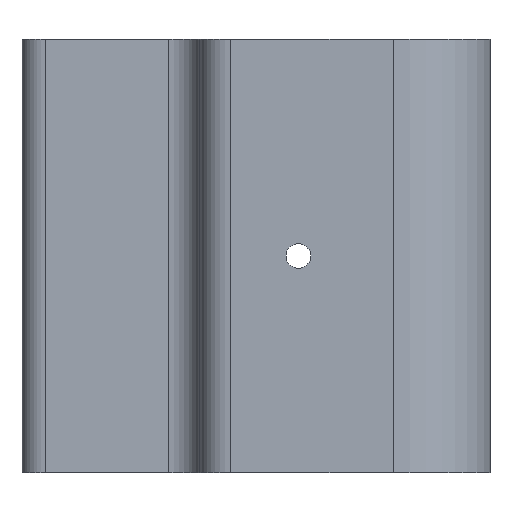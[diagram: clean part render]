
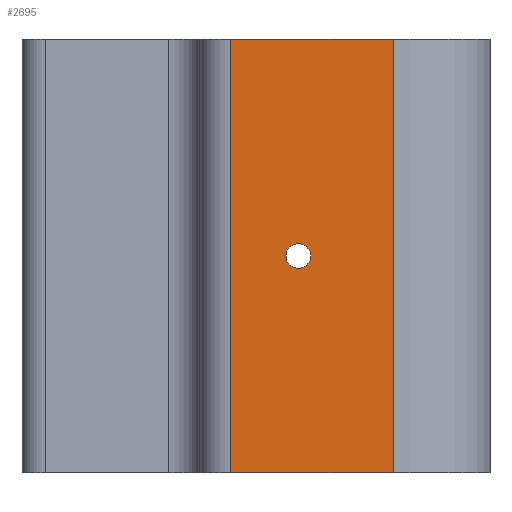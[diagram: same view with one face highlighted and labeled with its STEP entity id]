
A CAD part, front view. The second image highlights one B-rep face of the part: STEP entity #2695.
In plain terms, the highlighted planar face has unit normal (0, -1, 0).
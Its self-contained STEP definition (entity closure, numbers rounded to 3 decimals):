
#75 = PLANE('',#76);
#76 = AXIS2_PLACEMENT_3D('',#77,#78,#79);
#77 = CARTESIAN_POINT('',(5.412,-22.329,0.));
#78 = DIRECTION('',(0.,0.,-1.));
#79 = DIRECTION('',(1.,0.,0.));
#131 = PLANE('',#132);
#132 = AXIS2_PLACEMENT_3D('',#133,#134,#135);
#133 = CARTESIAN_POINT('',(5.412,-22.329,56.));
#134 = DIRECTION('',(0.,0.,1.));
#135 = DIRECTION('',(-1.,0.,0.));
#157 = CYLINDRICAL_SURFACE('',#158,12.5);
#158 = AXIS2_PLACEMENT_3D('',#159,#160,#161);
#159 = CARTESIAN_POINT('',(24.5,-24.5,0.));
#160 = DIRECTION('',(0.,0.,1.));
#161 = DIRECTION('',(1.,0.,0.));
#570 = VERTEX_POINT('',#571);
#571 = CARTESIAN_POINT('',(3.5,-37.,0.));
#590 = CYLINDRICAL_SURFACE('',#591,4.);
#591 = AXIS2_PLACEMENT_3D('',#592,#593,#594);
#592 = CARTESIAN_POINT('',(3.5,-33.,0.));
#593 = DIRECTION('',(0.,0.,1.));
#594 = DIRECTION('',(-1.,0.,0.));
#602 = EDGE_CURVE('',#570,#603,#605,.T.);
#603 = VERTEX_POINT('',#604);
#604 = CARTESIAN_POINT('',(24.5,-37.,0.));
#605 = SURFACE_CURVE('',#606,(#610,#617),.PCURVE_S1.);
#606 = LINE('',#607,#608);
#607 = CARTESIAN_POINT('',(-0.5,-37.,0.));
#608 = VECTOR('',#609,1.);
#609 = DIRECTION('',(1.,0.,0.));
#610 = PCURVE('',#75,#611);
#611 = DEFINITIONAL_REPRESENTATION('',(#612),#616);
#612 = LINE('',#613,#614);
#613 = CARTESIAN_POINT('',(-5.912,14.671));
#614 = VECTOR('',#615,1.);
#615 = DIRECTION('',(1.,-0.));
#616 = ( GEOMETRIC_REPRESENTATION_CONTEXT(2) 
PARAMETRIC_REPRESENTATION_CONTEXT() REPRESENTATION_CONTEXT('2D SPACE',''
  ) );
#617 = PCURVE('',#618,#623);
#618 = PLANE('',#619);
#619 = AXIS2_PLACEMENT_3D('',#620,#621,#622);
#620 = CARTESIAN_POINT('',(-0.5,-37.,0.));
#621 = DIRECTION('',(-0.,-1.,-0.));
#622 = DIRECTION('',(0.,0.,-1.));
#623 = DEFINITIONAL_REPRESENTATION('',(#624),#628);
#624 = LINE('',#625,#626);
#625 = CARTESIAN_POINT('',(-0.,0.));
#626 = VECTOR('',#627,1.);
#627 = DIRECTION('',(-0.,1.));
#628 = ( GEOMETRIC_REPRESENTATION_CONTEXT(2) 
PARAMETRIC_REPRESENTATION_CONTEXT() REPRESENTATION_CONTEXT('2D SPACE',''
  ) );
#1267 = VERTEX_POINT('',#1268);
#1268 = CARTESIAN_POINT('',(24.5,-37.,56.));
#1294 = EDGE_CURVE('',#1295,#1267,#1297,.T.);
#1295 = VERTEX_POINT('',#1296);
#1296 = CARTESIAN_POINT('',(3.5,-37.,56.));
#1297 = SURFACE_CURVE('',#1298,(#1302,#1309),.PCURVE_S1.);
#1298 = LINE('',#1299,#1300);
#1299 = CARTESIAN_POINT('',(-0.5,-37.,56.));
#1300 = VECTOR('',#1301,1.);
#1301 = DIRECTION('',(1.,0.,0.));
#1302 = PCURVE('',#131,#1303);
#1303 = DEFINITIONAL_REPRESENTATION('',(#1304),#1308);
#1304 = LINE('',#1305,#1306);
#1305 = CARTESIAN_POINT('',(5.912,14.671));
#1306 = VECTOR('',#1307,1.);
#1307 = DIRECTION('',(-1.,-0.));
#1308 = ( GEOMETRIC_REPRESENTATION_CONTEXT(2) 
PARAMETRIC_REPRESENTATION_CONTEXT() REPRESENTATION_CONTEXT('2D SPACE',''
  ) );
#1309 = PCURVE('',#618,#1310);
#1310 = DEFINITIONAL_REPRESENTATION('',(#1311),#1315);
#1311 = LINE('',#1312,#1313);
#1312 = CARTESIAN_POINT('',(-56.,0.));
#1313 = VECTOR('',#1314,1.);
#1314 = DIRECTION('',(-0.,1.));
#1315 = ( GEOMETRIC_REPRESENTATION_CONTEXT(2) 
PARAMETRIC_REPRESENTATION_CONTEXT() REPRESENTATION_CONTEXT('2D SPACE',''
  ) );
#1915 = EDGE_CURVE('',#603,#1267,#1916,.T.);
#1916 = SURFACE_CURVE('',#1917,(#1921,#1928),.PCURVE_S1.);
#1917 = LINE('',#1918,#1919);
#1918 = CARTESIAN_POINT('',(24.5,-37.,0.));
#1919 = VECTOR('',#1920,1.);
#1920 = DIRECTION('',(0.,0.,1.));
#1921 = PCURVE('',#157,#1922);
#1922 = DEFINITIONAL_REPRESENTATION('',(#1923),#1927);
#1923 = LINE('',#1924,#1925);
#1924 = CARTESIAN_POINT('',(-7.854,0.));
#1925 = VECTOR('',#1926,1.);
#1926 = DIRECTION('',(-0.,1.));
#1927 = ( GEOMETRIC_REPRESENTATION_CONTEXT(2) 
PARAMETRIC_REPRESENTATION_CONTEXT() REPRESENTATION_CONTEXT('2D SPACE',''
  ) );
#1928 = PCURVE('',#618,#1929);
#1929 = DEFINITIONAL_REPRESENTATION('',(#1930),#1934);
#1930 = LINE('',#1931,#1932);
#1931 = CARTESIAN_POINT('',(-0.,25.));
#1932 = VECTOR('',#1933,1.);
#1933 = DIRECTION('',(-1.,0.));
#1934 = ( GEOMETRIC_REPRESENTATION_CONTEXT(2) 
PARAMETRIC_REPRESENTATION_CONTEXT() REPRESENTATION_CONTEXT('2D SPACE',''
  ) );
#2673 = EDGE_CURVE('',#570,#1295,#2674,.T.);
#2674 = SURFACE_CURVE('',#2675,(#2679,#2686),.PCURVE_S1.);
#2675 = LINE('',#2676,#2677);
#2676 = CARTESIAN_POINT('',(3.5,-37.,0.));
#2677 = VECTOR('',#2678,1.);
#2678 = DIRECTION('',(0.,0.,1.));
#2679 = PCURVE('',#590,#2680);
#2680 = DEFINITIONAL_REPRESENTATION('',(#2681),#2685);
#2681 = LINE('',#2682,#2683);
#2682 = CARTESIAN_POINT('',(1.571,0.));
#2683 = VECTOR('',#2684,1.);
#2684 = DIRECTION('',(0.,1.));
#2685 = ( GEOMETRIC_REPRESENTATION_CONTEXT(2) 
PARAMETRIC_REPRESENTATION_CONTEXT() REPRESENTATION_CONTEXT('2D SPACE',''
  ) );
#2686 = PCURVE('',#618,#2687);
#2687 = DEFINITIONAL_REPRESENTATION('',(#2688),#2692);
#2688 = LINE('',#2689,#2690);
#2689 = CARTESIAN_POINT('',(-0.,4.));
#2690 = VECTOR('',#2691,1.);
#2691 = DIRECTION('',(-1.,0.));
#2692 = ( GEOMETRIC_REPRESENTATION_CONTEXT(2) 
PARAMETRIC_REPRESENTATION_CONTEXT() REPRESENTATION_CONTEXT('2D SPACE',''
  ) );
#2695 = ADVANCED_FACE('',(#2696,#2702),#618,.T.);
#2696 = FACE_BOUND('',#2697,.F.);
#2697 = EDGE_LOOP('',(#2698,#2699,#2700,#2701));
#2698 = ORIENTED_EDGE('',*,*,#602,.F.);
#2699 = ORIENTED_EDGE('',*,*,#2673,.T.);
#2700 = ORIENTED_EDGE('',*,*,#1294,.T.);
#2701 = ORIENTED_EDGE('',*,*,#1915,.F.);
#2702 = FACE_BOUND('',#2703,.F.);
#2703 = EDGE_LOOP('',(#2704));
#2704 = ORIENTED_EDGE('',*,*,#2705,.F.);
#2705 = EDGE_CURVE('',#2706,#2706,#2708,.T.);
#2706 = VERTEX_POINT('',#2707);
#2707 = CARTESIAN_POINT('',(13.85,-37.,28.));
#2708 = SURFACE_CURVE('',#2709,(#2714,#2725),.PCURVE_S1.);
#2709 = CIRCLE('',#2710,1.6);
#2710 = AXIS2_PLACEMENT_3D('',#2711,#2712,#2713);
#2711 = CARTESIAN_POINT('',(12.25,-37.,28.));
#2712 = DIRECTION('',(0.,1.,0.));
#2713 = DIRECTION('',(1.,0.,0.));
#2714 = PCURVE('',#618,#2715);
#2715 = DEFINITIONAL_REPRESENTATION('',(#2716),#2724);
#2716 = ( BOUNDED_CURVE() B_SPLINE_CURVE(2,(#2717,#2718,#2719,#2720,
#2721,#2722,#2723),.UNSPECIFIED.,.T.,.F.) B_SPLINE_CURVE_WITH_KNOTS((1,2
    ,2,2,2,1),(-2.094,0.,2.094,4.189,
6.283,8.378),.UNSPECIFIED.) CURVE() 
GEOMETRIC_REPRESENTATION_ITEM() RATIONAL_B_SPLINE_CURVE((1.,0.5,1.,0.5,
1.,0.5,1.)) REPRESENTATION_ITEM('') );
#2717 = CARTESIAN_POINT('',(-28.,14.35));
#2718 = CARTESIAN_POINT('',(-25.229,14.35));
#2719 = CARTESIAN_POINT('',(-26.614,11.95));
#2720 = CARTESIAN_POINT('',(-28.,9.55));
#2721 = CARTESIAN_POINT('',(-29.386,11.95));
#2722 = CARTESIAN_POINT('',(-30.771,14.35));
#2723 = CARTESIAN_POINT('',(-28.,14.35));
#2724 = ( GEOMETRIC_REPRESENTATION_CONTEXT(2) 
PARAMETRIC_REPRESENTATION_CONTEXT() REPRESENTATION_CONTEXT('2D SPACE',''
  ) );
#2725 = PCURVE('',#2726,#2731);
#2726 = CYLINDRICAL_SURFACE('',#2727,1.6);
#2727 = AXIS2_PLACEMENT_3D('',#2728,#2729,#2730);
#2728 = CARTESIAN_POINT('',(12.25,-24.5,28.));
#2729 = DIRECTION('',(0.,-1.,0.));
#2730 = DIRECTION('',(1.,0.,0.));
#2731 = DEFINITIONAL_REPRESENTATION('',(#2732),#2736);
#2732 = LINE('',#2733,#2734);
#2733 = CARTESIAN_POINT('',(-0.,12.5));
#2734 = VECTOR('',#2735,1.);
#2735 = DIRECTION('',(-1.,0.));
#2736 = ( GEOMETRIC_REPRESENTATION_CONTEXT(2) 
PARAMETRIC_REPRESENTATION_CONTEXT() REPRESENTATION_CONTEXT('2D SPACE',''
  ) );
